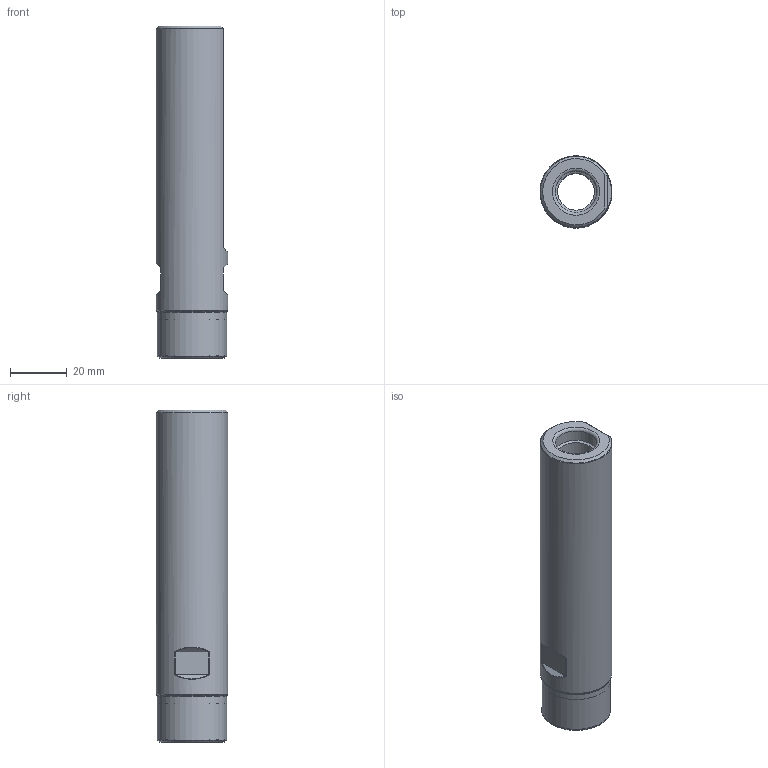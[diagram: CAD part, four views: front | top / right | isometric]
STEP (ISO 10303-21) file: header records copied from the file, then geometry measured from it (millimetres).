
FILE_DESCRIPTION(/* description */ (''),/* implementation_level */ '2;1');
FILE_NAME(/* name */ '262522062.stp',/* time_stamp */ '2021-01-19T15:39:06',/* author */ ('LRA'),/* organization */ ('REGO-FIX'),/* preprocessor_version */ ' Unknown',/* originating_system */ 'SIEMENS PLM Software Solid Edge ST10',/* authorization */ 'Unknown');
FILE_SCHEMA (('AUTOMOTIVE_DESIGN { 1 0 10303 214 2 1 1}'));
Length unit declared in the file: millimetre
Products named in the file (1): NOCUT
Bounding box: 25.3 x 25.3 x 116.7 mm (x, y, z)
Surface area: 29215.3 mm2
Topology: 2 solids, 2 shells, 55 faces, 120 edges, 71 vertices
Faces by surface type: plane 22, cylinder 15, cone 12, torus 6
Full cylindrical faces by diameter (mm): 12.917 x6, 14.2 x2, 14.5 x2, 24 x2, 24.3 x1, 25 x1, 25.3 x1
Entity records: 1684 total; most frequent: DIRECTION 238, CARTESIAN_POINT 219, ORIENTED_EDGE 158, AXIS2_PLACEMENT_3D 106, EDGE_LOOP 94, FACE_BOUND 94, EDGE_CURVE 79, VERTEX_POINT 63
